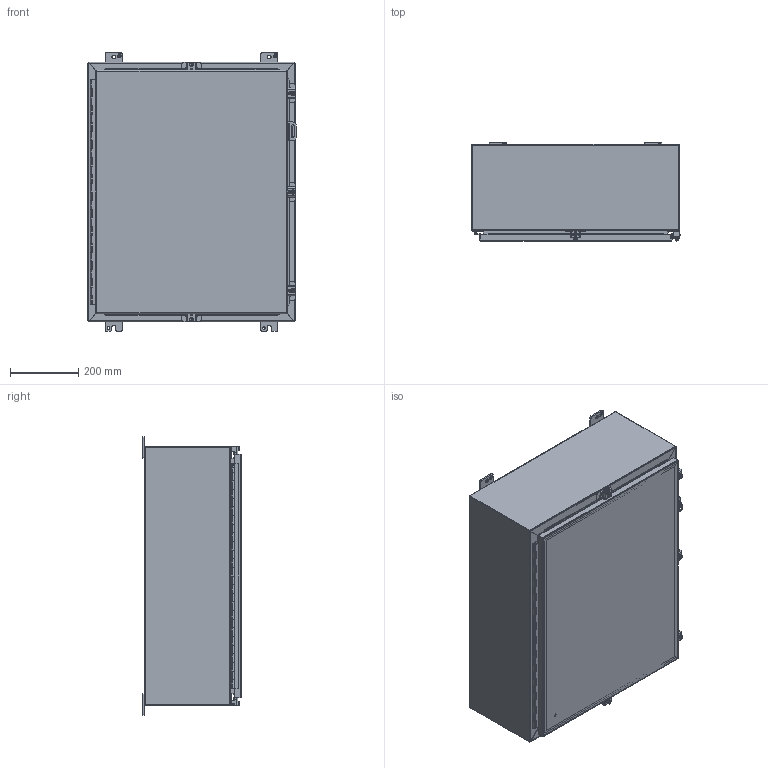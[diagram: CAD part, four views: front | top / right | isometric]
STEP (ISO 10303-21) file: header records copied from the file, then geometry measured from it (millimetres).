
FILE_DESCRIPTION (( 'STEP AP203' ), '1' );
FILE_NAME ('1418N4K10_Default.step', '2019-10-31T22:17:45', ( 'ADC123' ), ( 'Microsoft' ), 'SwSTEP 2.0', 'SolidWorks 2019', '' );
FILE_SCHEMA (( 'CONFIG_CONTROL_DESIGN' ));
Length unit declared in the file: inch
Products named in the file (1): 1418N4K10_Default
Bounding box: 612.8 x 290.5 x 819.15 mm (x, y, z)
Volume: 4503843.5 mm3; surface area: 4650717.4 mm2
Topology: 44 solids, 45 shells, 1603 faces, 4169 edges, 2698 vertices
Faces by surface type: plane 967, cylinder 548, bspline 70, cone 18
Entity records: 55558 total; most frequent: CARTESIAN_POINT 15907, ORIENTED_EDGE 8330, DIRECTION 8089, EDGE_CURVE 4165, VECTOR 2905, LINE 2905, VERTEX_POINT 2698, AXIS2_PLACEMENT_3D 2592
